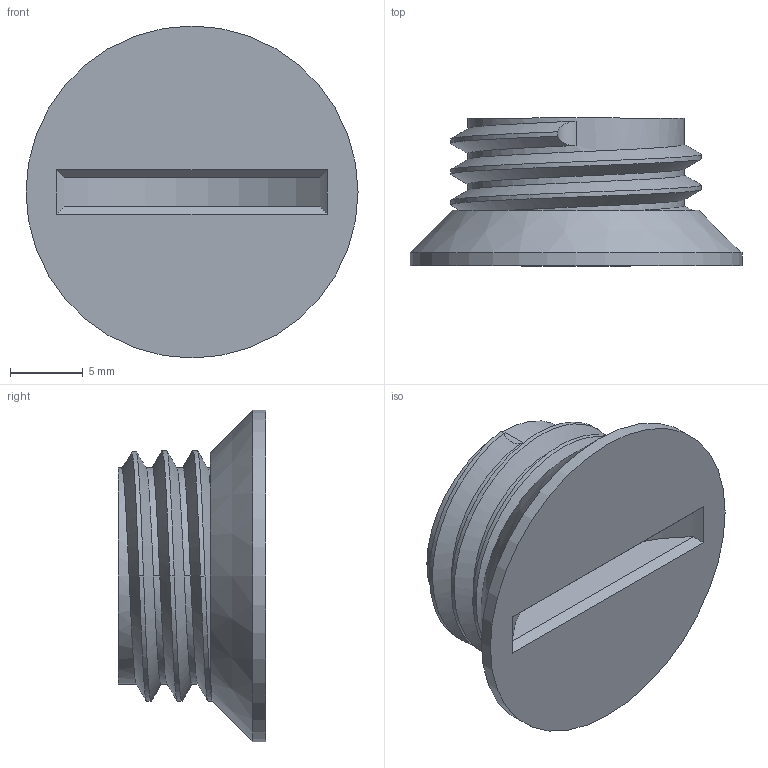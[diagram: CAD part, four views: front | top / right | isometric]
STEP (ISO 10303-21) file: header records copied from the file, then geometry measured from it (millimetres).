
FILE_DESCRIPTION(/* description */ (''),/* implementation_level */ '2;1');
FILE_NAME(/* name */ 'base_plug.step',/* time_stamp */ '2022-01-04T08:38:03-08:00',/* author */ (''),/* organization */ (''),/* preprocessor_version */ 'ST-DEVELOPER v18.1',/* originating_system */ 'Autodesk Translation Framework v10.10.0.1391',/* authorisation */ '');
FILE_SCHEMA (('AUTOMOTIVE_DESIGN { 1 0 10303 214 3 1 1 }'));
Length unit declared in the file: inch
Products named in the file (1): stand plug
Bounding box: 22.86 x 10.16 x 22.86 mm (x, y, z)
Volume: 2425.8 mm3; surface area: 1521 mm2
Topology: 1 solids, 1 shells, 20 faces, 50 edges, 33 vertices
Faces by surface type: cylinder 10, plane 7, bspline 2, cone 1
Full cylindrical faces by diameter (mm): 14.902 x2, 17.277 x2, 22.86 x1
Entity records: 1358 total; most frequent: CARTESIAN_POINT 876, ORIENTED_EDGE 100, DIRECTION 80, EDGE_CURVE 50, VERTEX_POINT 33, AXIS2_PLACEMENT_3D 32, EDGE_LOOP 21, B_SPLINE_CURVE_WITH_KNOTS 21
